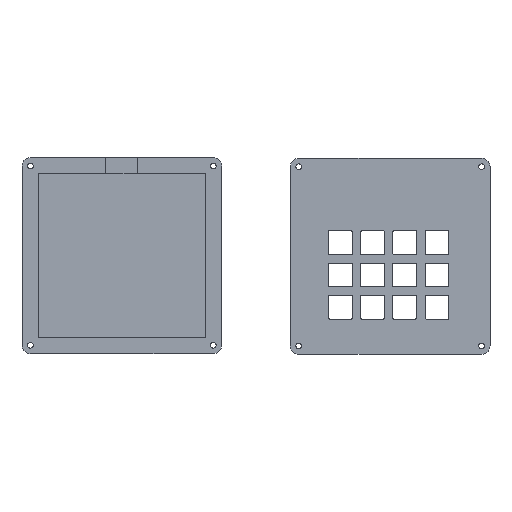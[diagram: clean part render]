
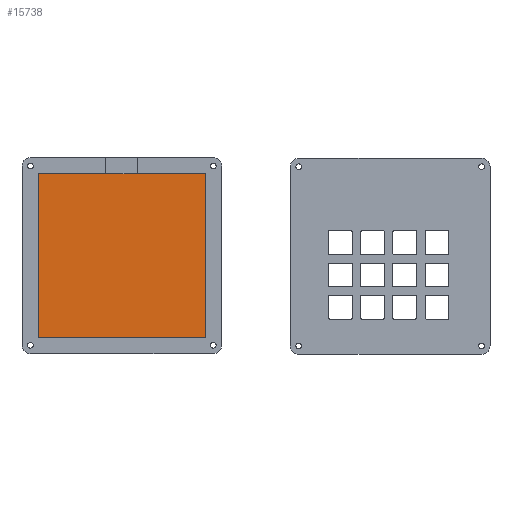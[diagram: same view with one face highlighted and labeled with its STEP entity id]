
A CAD part, top view. The second image highlights one B-rep face of the part: STEP entity #15738.
In plain terms, the highlighted planar face has unit normal (0, 0, 1).
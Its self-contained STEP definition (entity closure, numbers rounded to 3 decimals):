
#442=PLANE('',#16395);
#992=FACE_OUTER_BOUND('',#1880,.T.);
#1880=EDGE_LOOP('',(#12139,#12140,#12141,#12142));
#2981=LINE('',#25382,#4287);
#2983=LINE('',#25387,#4289);
#2984=LINE('',#25388,#4290);
#2985=LINE('',#25389,#4291);
#4287=VECTOR('',#17607,10.);
#4289=VECTOR('',#17611,10.);
#4290=VECTOR('',#17612,10.);
#4291=VECTOR('',#17613,10.);
#6723=VERTEX_POINT('',#25379);
#6724=VERTEX_POINT('',#25381);
#6725=VERTEX_POINT('',#25385);
#6726=VERTEX_POINT('',#25386);
#8685=EDGE_CURVE('',#6723,#6724,#2981,.T.);
#8687=EDGE_CURVE('',#6725,#6726,#2983,.T.);
#8688=EDGE_CURVE('',#6724,#6725,#2984,.T.);
#8689=EDGE_CURVE('',#6726,#6723,#2985,.T.);
#12139=ORIENTED_EDGE('',*,*,#8687,.F.);
#12140=ORIENTED_EDGE('',*,*,#8688,.F.);
#12141=ORIENTED_EDGE('',*,*,#8685,.F.);
#12142=ORIENTED_EDGE('',*,*,#8689,.F.);
#15738=ADVANCED_FACE('',(#992),#442,.T.);
#16395=AXIS2_PLACEMENT_3D('',#25384,#17609,#17610);
#17607=DIRECTION('',(1.,0.,0.));
#17609=DIRECTION('center_axis',(0.,0.,1.));
#17610=DIRECTION('ref_axis',(1.,0.,0.));
#17611=DIRECTION('',(-1.,0.,0.));
#17612=DIRECTION('',(0.,-1.,0.));
#17613=DIRECTION('',(0.,1.,0.));
#25379=CARTESIAN_POINT('',(-49.039,44.238,3.));
#25381=CARTESIAN_POINT('',(49.961,44.238,3.));
#25382=CARTESIAN_POINT('',(-24.289,44.238,3.));
#25384=CARTESIAN_POINT('Origin',(0.461,-4.212,3.));
#25385=CARTESIAN_POINT('',(49.961,-52.662,3.));
#25386=CARTESIAN_POINT('',(-49.039,-52.662,3.));
#25387=CARTESIAN_POINT('',(25.211,-52.662,3.));
#25388=CARTESIAN_POINT('',(49.961,20.013,3.));
#25389=CARTESIAN_POINT('',(-49.039,-28.437,3.));
